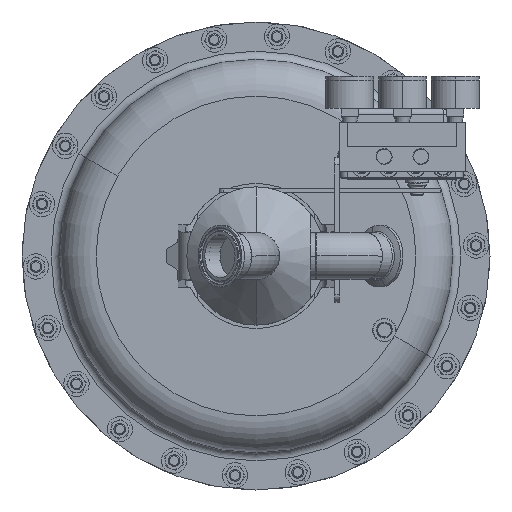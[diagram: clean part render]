
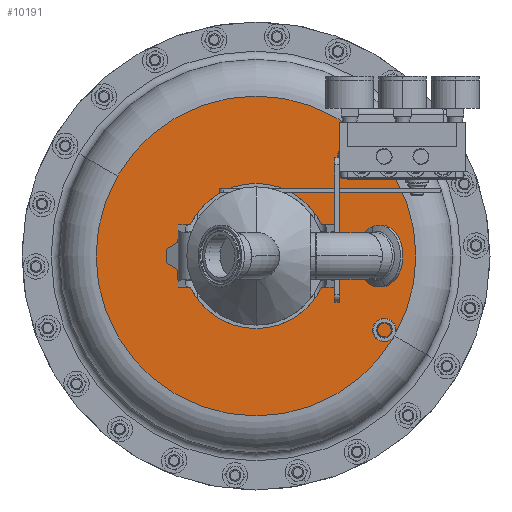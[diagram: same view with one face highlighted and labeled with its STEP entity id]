
A CAD part, front view. The second image highlights one B-rep face of the part: STEP entity #10191.
In plain terms, the highlighted planar face has unit normal (0, -1, 0).
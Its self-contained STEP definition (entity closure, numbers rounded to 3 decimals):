
#1447 = AXIS2_PLACEMENT_3D ( 'NONE', #89355, #47906, #64242 ) ;
#3834 = AXIS2_PLACEMENT_3D ( 'NONE', #7548, #78556, #17422 ) ;
#7548 = CARTESIAN_POINT ( 'NONE',  ( 0., 9.66, 0. ) ) ;
#8800 = AXIS2_PLACEMENT_3D ( 'NONE', #80010, #79636, #37059 ) ;
#9276 = VERTEX_POINT ( 'NONE', #83522 ) ;
#10191 = ADVANCED_FACE ( 'NONE', ( #20388 ), #53482, .T. ) ;
#11338 = EDGE_CURVE ( 'NONE', #42046, #9276, #18878, .T. ) ;
#12763 = CARTESIAN_POINT ( 'NONE',  ( -4.438, 9.66, 2.563 ) ) ;
#17422 = DIRECTION ( 'NONE',  ( 0.866, 0., -0.5 ) ) ;
#17594 = ORIENTED_EDGE ( 'NONE', *, *, #11338, .F. ) ;
#18878 = CIRCLE ( 'NONE', #3834, 5.125 ) ;
#20388 = FACE_OUTER_BOUND ( 'NONE', #24515, .T. ) ;
#24515 = EDGE_LOOP ( 'NONE', ( #41424, #17594 ) ) ;
#37059 = DIRECTION ( 'NONE',  ( -0.866, 0., 0.5 ) ) ;
#41424 = ORIENTED_EDGE ( 'NONE', *, *, #107442, .F. ) ;
#42046 = VERTEX_POINT ( 'NONE', #12763 ) ;
#47906 = DIRECTION ( 'NONE',  ( 0., 1., 0. ) ) ;
#53482 = PLANE ( 'NONE',  #8800 ) ;
#64242 = DIRECTION ( 'NONE',  ( 0.866, 0., -0.5 ) ) ;
#78556 = DIRECTION ( 'NONE',  ( 0., 1., 0. ) ) ;
#79636 = DIRECTION ( 'NONE',  ( 0., -1., 0. ) ) ;
#80010 = CARTESIAN_POINT ( 'NONE',  ( -2.563, 9.66, -4.438 ) ) ;
#82842 = CIRCLE ( 'NONE', #1447, 5.125 ) ;
#83522 = CARTESIAN_POINT ( 'NONE',  ( 4.438, 9.66, -2.563 ) ) ;
#89355 = CARTESIAN_POINT ( 'NONE',  ( 0., 9.66, 0. ) ) ;
#107442 = EDGE_CURVE ( 'NONE', #9276, #42046, #82842, .T. ) ;
